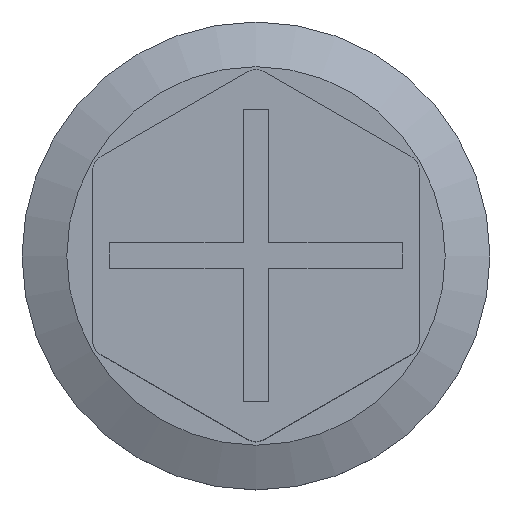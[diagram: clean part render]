
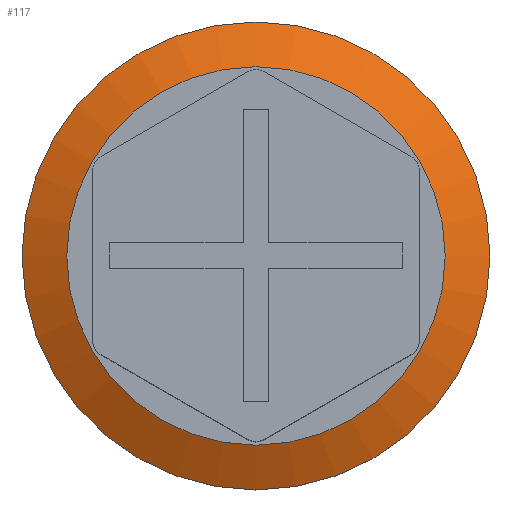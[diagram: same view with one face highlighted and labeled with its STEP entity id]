
A CAD part, top view. The second image highlights one B-rep face of the part: STEP entity #117.
In plain terms, the highlighted conical face has half-angle 65 degrees and reference radius 13.6 mm.
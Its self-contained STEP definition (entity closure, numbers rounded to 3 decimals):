
#117 = ADVANCED_FACE( '', ( #240, #241 ), #242, .T. );
#240 = FACE_BOUND( '', #361, .T. );
#241 = FACE_OUTER_BOUND( '', #362, .T. );
#242 = CONICAL_SURFACE( '', #363, 13.6, 1.134 );
#361 = EDGE_LOOP( '', ( #630 ) );
#362 = EDGE_LOOP( '', ( #631 ) );
#363 = AXIS2_PLACEMENT_3D( '', #632, #633, #634 );
#630 = ORIENTED_EDGE( '', *, *, #727, .F. );
#631 = ORIENTED_EDGE( '', *, *, #772, .T. );
#632 = CARTESIAN_POINT( '', ( 0., 0., 9.788 ) );
#633 = DIRECTION( '', ( 0., 0., -1. ) );
#634 = DIRECTION( '', ( -1., 0., 0. ) );
#727 = EDGE_CURVE( '', #876, #876, #877, .T. );
#772 = EDGE_CURVE( '', #939, #939, #940, .T. );
#876 = VERTEX_POINT( '', #1072 );
#877 = CIRCLE( '', #1073, 11. );
#939 = VERTEX_POINT( '', #1159 );
#940 = CIRCLE( '', #1160, 13.6 );
#1072 = CARTESIAN_POINT( '', ( 11., 0., 11. ) );
#1073 = AXIS2_PLACEMENT_3D( '', #1259, #1260, #1261 );
#1159 = CARTESIAN_POINT( '', ( 13.6, 0., 9.788 ) );
#1160 = AXIS2_PLACEMENT_3D( '', #1301, #1302, #1303 );
#1259 = CARTESIAN_POINT( '', ( 0., 0., 11. ) );
#1260 = DIRECTION( '', ( 0., 0., 1. ) );
#1261 = DIRECTION( '', ( 1., 0., 0. ) );
#1301 = CARTESIAN_POINT( '', ( 0., 0., 9.788 ) );
#1302 = DIRECTION( '', ( 0., 0., 1. ) );
#1303 = DIRECTION( '', ( 1., 0., 0. ) );
